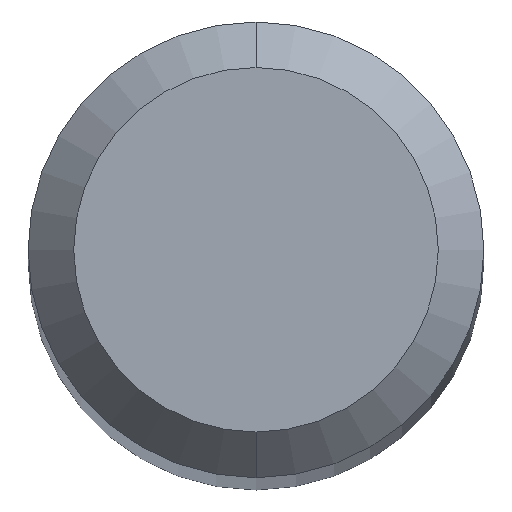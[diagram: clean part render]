
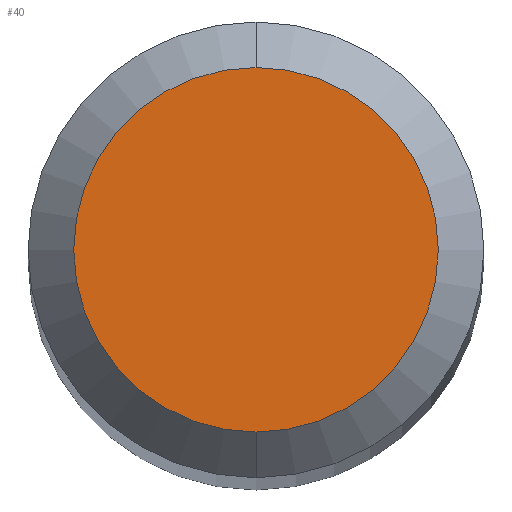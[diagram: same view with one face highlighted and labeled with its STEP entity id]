
A CAD part, top view. The second image highlights one B-rep face of the part: STEP entity #40.
In plain terms, the highlighted planar face has unit normal (0, 0, 1).
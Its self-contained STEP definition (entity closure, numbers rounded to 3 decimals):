
#2 = VERTEX_POINT ( 'NONE', #70 ) ;
#6 = DIRECTION ( 'NONE',  ( 0., 0., 1. ) ) ;
#16 = CIRCLE ( 'NONE', #96, 2.699 ) ;
#25 = AXIS2_PLACEMENT_3D ( 'NONE', #62, #144, #213 ) ;
#40 = ADVANCED_FACE ( 'NONE', ( #100 ), #53, .F. ) ;
#53 = PLANE ( 'NONE',  #75 ) ;
#62 = CARTESIAN_POINT ( 'NONE',  ( 0., 0., 0. ) ) ;
#67 = VERTEX_POINT ( 'NONE', #158 ) ;
#70 = CARTESIAN_POINT ( 'NONE',  ( 0., -2.699, 0. ) ) ;
#73 = EDGE_CURVE ( 'NONE', #67, #2, #16, .T. ) ;
#75 = AXIS2_PLACEMENT_3D ( 'NONE', #107, #104, #91 ) ;
#91 = DIRECTION ( 'NONE',  ( 0., 1., 0. ) ) ;
#96 = AXIS2_PLACEMENT_3D ( 'NONE', #168, #6, #108 ) ;
#100 = FACE_OUTER_BOUND ( 'NONE', #112, .T. ) ;
#104 = DIRECTION ( 'NONE',  ( 0., 0., -1. ) ) ;
#107 = CARTESIAN_POINT ( 'NONE',  ( 0., 3.373, 0. ) ) ;
#108 = DIRECTION ( 'NONE',  ( 0., 1., 0. ) ) ;
#112 = EDGE_LOOP ( 'NONE', ( #162, #148 ) ) ;
#144 = DIRECTION ( 'NONE',  ( 0., 0., 1. ) ) ;
#148 = ORIENTED_EDGE ( 'NONE', *, *, #186, .T. ) ;
#158 = CARTESIAN_POINT ( 'NONE',  ( 0., 2.699, 0. ) ) ;
#162 = ORIENTED_EDGE ( 'NONE', *, *, #73, .T. ) ;
#168 = CARTESIAN_POINT ( 'NONE',  ( 0., 0., 0. ) ) ;
#186 = EDGE_CURVE ( 'NONE', #2, #67, #188, .T. ) ;
#188 = CIRCLE ( 'NONE', #25, 2.699 ) ;
#213 = DIRECTION ( 'NONE',  ( 0., 1., 0. ) ) ;
